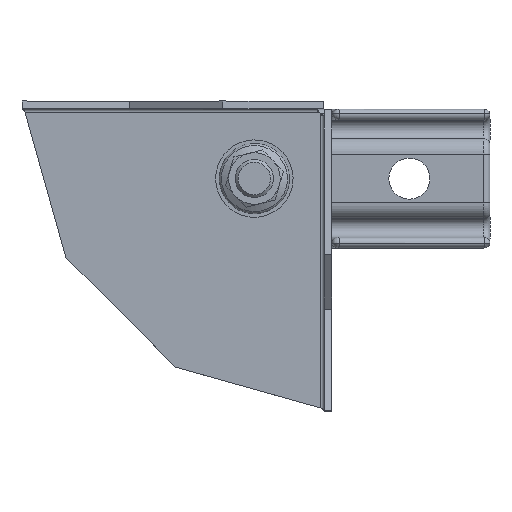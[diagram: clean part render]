
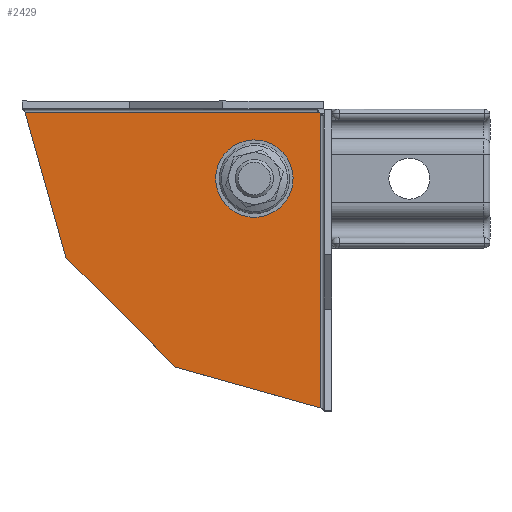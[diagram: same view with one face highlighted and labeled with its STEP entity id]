
A CAD part, top view. The second image highlights one B-rep face of the part: STEP entity #2429.
In plain terms, the highlighted planar face has unit normal (0, 0, 1).
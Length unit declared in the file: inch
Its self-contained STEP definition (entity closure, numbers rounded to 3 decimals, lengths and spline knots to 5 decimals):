
#229=LINE('',#3798,#356);
#235=LINE('',#3838,#362);
#251=LINE('',#3942,#378);
#252=LINE('',#3945,#379);
#254=LINE('',#3948,#381);
#356=VECTOR('',#2961,2.84171);
#362=VECTOR('',#2973,2.84171);
#378=VECTOR('',#3011,1.46341);
#379=VECTOR('',#3014,1.5);
#381=VECTOR('',#3018,1.46341);
#467=PLANE('',#2605);
#493=FACE_BOUND('',#718,.T.);
#550=FACE_OUTER_BOUND('',#717,.T.);
#717=EDGE_LOOP('',(#1771,#1772,#1773,#1774,#1775,#1776));
#718=EDGE_LOOP('',(#1777));
#880=CIRCLE('',#2573,0.21875);
#886=CIRCLE('',#2600,0.07);
#1047=VERTEX_POINT('',#3658);
#1076=VERTEX_POINT('',#3772);
#1078=VERTEX_POINT('',#3790);
#1082=VERTEX_POINT('',#3830);
#1083=VERTEX_POINT('',#3837);
#1092=VERTEX_POINT('',#3940);
#1093=VERTEX_POINT('',#3944);
#1269=EDGE_CURVE('',#1047,#1047,#880,.T.);
#1311=EDGE_CURVE('',#1076,#1078,#229,.T.);
#1318=EDGE_CURVE('',#1083,#1082,#235,.T.);
#1335=EDGE_CURVE('',#1082,#1076,#886,.T.);
#1340=EDGE_CURVE('',#1092,#1078,#251,.T.);
#1341=EDGE_CURVE('',#1093,#1092,#252,.T.);
#1343=EDGE_CURVE('',#1083,#1093,#254,.T.);
#1771=ORIENTED_EDGE('',*,*,#1318,.T.);
#1772=ORIENTED_EDGE('',*,*,#1335,.T.);
#1773=ORIENTED_EDGE('',*,*,#1311,.T.);
#1774=ORIENTED_EDGE('',*,*,#1340,.F.);
#1775=ORIENTED_EDGE('',*,*,#1341,.F.);
#1776=ORIENTED_EDGE('',*,*,#1343,.F.);
#1777=ORIENTED_EDGE('',*,*,#1269,.T.);
#2429=ADVANCED_FACE('',(#550,#493),#467,.T.);
#2573=AXIS2_PLACEMENT_3D('',#3659,#2895,#2896);
#2600=AXIS2_PLACEMENT_3D('',#3932,#3001,#3002);
#2605=AXIS2_PLACEMENT_3D('',#3949,#3019,#3020);
#2895=DIRECTION('center_axis',(0.,0.,-1.));
#2896=DIRECTION('ref_axis',(-1.,0.,0.));
#2961=DIRECTION('',(-1.,0.,0.));
#2973=DIRECTION('',(0.,1.,0.));
#3001=DIRECTION('center_axis',(0.,0.,-1.));
#3002=DIRECTION('ref_axis',(1.,0.,0.));
#3011=DIRECTION('',(-0.27,0.963,0.));
#3014=DIRECTION('',(-0.707,0.707,0.));
#3018=DIRECTION('',(-0.963,0.27,0.));
#3019=DIRECTION('center_axis',(0.,0.,1.));
#3020=DIRECTION('ref_axis',(1.,0.,0.));
#3658=CARTESIAN_POINT('',(2.46875,-0.75,0.074));
#3659=CARTESIAN_POINT('Origin',(2.25,-0.75,0.074));
#3772=CARTESIAN_POINT('',(2.87127,-0.10525,0.074));
#3790=CARTESIAN_POINT('',(0.02955,-0.10525,0.074));
#3798=CARTESIAN_POINT('',(0.89755,-0.10525,0.074));
#3830=CARTESIAN_POINT('',(2.89475,-0.12873,0.074));
#3837=CARTESIAN_POINT('',(2.89475,-2.97045,0.074));
#3838=CARTESIAN_POINT('',(2.89475,-0.66985,0.074));
#3932=CARTESIAN_POINT('Origin',(2.93109,-0.06891,0.074));
#3940=CARTESIAN_POINT('',(0.42517,-1.51417,0.074));
#3942=CARTESIAN_POINT('',(0.42517,-1.51417,0.074));
#3944=CARTESIAN_POINT('',(1.48583,-2.57483,0.074));
#3945=CARTESIAN_POINT('',(1.48583,-2.57483,0.074));
#3948=CARTESIAN_POINT('',(3.,-3.,0.074));
#3949=CARTESIAN_POINT('Origin',(1.76555,-1.23445,0.074));
